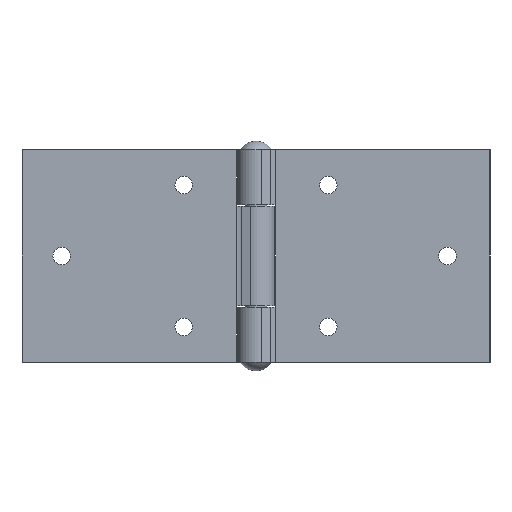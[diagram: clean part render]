
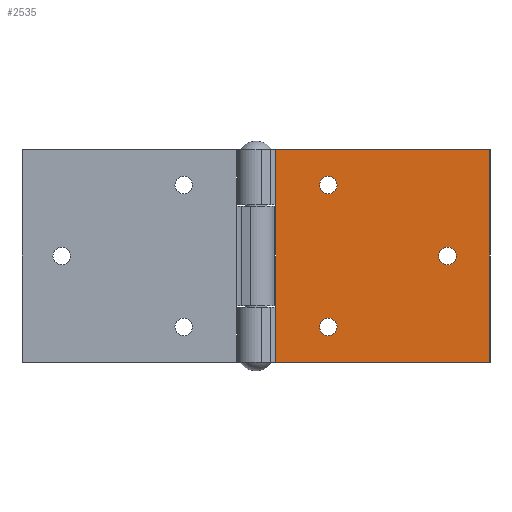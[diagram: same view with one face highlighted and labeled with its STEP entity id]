
A CAD part, front view. The second image highlights one B-rep face of the part: STEP entity #2535.
In plain terms, the highlighted planar face has unit normal (0, -1, 0).
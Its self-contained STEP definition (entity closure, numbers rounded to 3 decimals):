
#37 = EDGE_CURVE ( 'NONE', #1358, #773, #50, .T. ) ;
#50 = LINE ( 'NONE', #1005, #2079 ) ;
#98 = CARTESIAN_POINT ( 'NONE',  ( -7., -5., 18. ) ) ;
#114 = DIRECTION ( 'NONE',  ( -1., 0., 0. ) ) ;
#154 = AXIS2_PLACEMENT_3D ( 'NONE', #1588, #2199, #1974 ) ;
#196 = VERTEX_POINT ( 'NONE', #98 ) ;
#209 = CARTESIAN_POINT ( 'NONE',  ( -82.5, -5., -37.5 ) ) ;
#224 = LINE ( 'NONE', #2182, #2326 ) ;
#326 = ORIENTED_EDGE ( 'NONE', *, *, #37, .T. ) ;
#342 = DIRECTION ( 'NONE',  ( -1., 0., 0. ) ) ;
#364 = CARTESIAN_POINT ( 'NONE',  ( -25.5, -5., -21.9 ) ) ;
#371 = CARTESIAN_POINT ( 'NONE',  ( -67.5, -5., 0. ) ) ;
#442 = DIRECTION ( 'NONE',  ( 0., 0., -1. ) ) ;
#483 = LINE ( 'NONE', #859, #2606 ) ;
#510 = VECTOR ( 'NONE', #2051, 1000. ) ;
#531 = EDGE_CURVE ( 'NONE', #2334, #711, #1392, .T. ) ;
#535 = FACE_BOUND ( 'NONE', #1134, .T. ) ;
#559 = VERTEX_POINT ( 'NONE', #364 ) ;
#575 = ORIENTED_EDGE ( 'NONE', *, *, #1047, .F. ) ;
#592 = CARTESIAN_POINT ( 'NONE',  ( -67.5, -5., 0. ) ) ;
#610 = EDGE_LOOP ( 'NONE', ( #935, #1079 ) ) ;
#644 = ORIENTED_EDGE ( 'NONE', *, *, #2275, .F. ) ;
#681 = EDGE_CURVE ( 'NONE', #1170, #2508, #1626, .T. ) ;
#711 = VERTEX_POINT ( 'NONE', #2461 ) ;
#743 = CARTESIAN_POINT ( 'NONE',  ( -25.5, -5., 25. ) ) ;
#759 = CIRCLE ( 'NONE', #154, 3.1 ) ;
#765 = DIRECTION ( 'NONE',  ( 0., -1., 0. ) ) ;
#773 = VERTEX_POINT ( 'NONE', #209 ) ;
#810 = VERTEX_POINT ( 'NONE', #1037 ) ;
#823 = ORIENTED_EDGE ( 'NONE', *, *, #1558, .F. ) ;
#844 = AXIS2_PLACEMENT_3D ( 'NONE', #2100, #1873, #2313 ) ;
#859 = CARTESIAN_POINT ( 'NONE',  ( -7., -5., 37.5 ) ) ;
#935 = ORIENTED_EDGE ( 'NONE', *, *, #681, .F. ) ;
#1002 = DIRECTION ( 'NONE',  ( 0., -1., 0. ) ) ;
#1005 = CARTESIAN_POINT ( 'NONE',  ( -82.5, -5., 37.5 ) ) ;
#1013 = AXIS2_PLACEMENT_3D ( 'NONE', #743, #1745, #1563 ) ;
#1037 = CARTESIAN_POINT ( 'NONE',  ( -25.5, -5., -28.1 ) ) ;
#1041 = CARTESIAN_POINT ( 'NONE',  ( -7., -5., -37.5 ) ) ;
#1047 = EDGE_CURVE ( 'NONE', #1133, #2290, #2340, .T. ) ;
#1056 = CARTESIAN_POINT ( 'NONE',  ( -67.5, -5., -3.1 ) ) ;
#1079 = ORIENTED_EDGE ( 'NONE', *, *, #1322, .F. ) ;
#1103 = AXIS2_PLACEMENT_3D ( 'NONE', #2351, #1339, #114 ) ;
#1107 = CARTESIAN_POINT ( 'NONE',  ( -7., -5., 37.5 ) ) ;
#1133 = VERTEX_POINT ( 'NONE', #1529 ) ;
#1134 = EDGE_LOOP ( 'NONE', ( #2122, #2001 ) ) ;
#1144 = FACE_BOUND ( 'NONE', #610, .T. ) ;
#1154 = CARTESIAN_POINT ( 'NONE',  ( -7., -5., 37.5 ) ) ;
#1170 = VERTEX_POINT ( 'NONE', #2575 ) ;
#1182 = CARTESIAN_POINT ( 'NONE',  ( -7., -5., -37.5 ) ) ;
#1186 = LINE ( 'NONE', #2119, #2507 ) ;
#1227 = CIRCLE ( 'NONE', #1472, 3.1 ) ;
#1297 = PLANE ( 'NONE',  #844 ) ;
#1312 = DIRECTION ( 'NONE',  ( 0., 0., -1. ) ) ;
#1322 = EDGE_CURVE ( 'NONE', #2508, #1170, #1227, .T. ) ;
#1339 = DIRECTION ( 'NONE',  ( 0., -1., 0. ) ) ;
#1358 = VERTEX_POINT ( 'NONE', #1784 ) ;
#1380 = AXIS2_PLACEMENT_3D ( 'NONE', #371, #765, #1956 ) ;
#1392 = CIRCLE ( 'NONE', #1103, 3.1 ) ;
#1409 = CIRCLE ( 'NONE', #1965, 3.1 ) ;
#1435 = FACE_BOUND ( 'NONE', #1690, .T. ) ;
#1472 = AXIS2_PLACEMENT_3D ( 'NONE', #592, #1002, #342 ) ;
#1497 = CARTESIAN_POINT ( 'NONE',  ( -25.5, -5., -25. ) ) ;
#1529 = CARTESIAN_POINT ( 'NONE',  ( -7., -5., -18. ) ) ;
#1558 = EDGE_CURVE ( 'NONE', #196, #1133, #483, .T. ) ;
#1563 = DIRECTION ( 'NONE',  ( -1., 0., 0. ) ) ;
#1588 = CARTESIAN_POINT ( 'NONE',  ( -25.5, -5., -25. ) ) ;
#1596 = ORIENTED_EDGE ( 'NONE', *, *, #1706, .F. ) ;
#1626 = CIRCLE ( 'NONE', #1380, 3.1 ) ;
#1690 = EDGE_LOOP ( 'NONE', ( #1737, #1830 ) ) ;
#1706 = EDGE_CURVE ( 'NONE', #1358, #1876, #1186, .T. ) ;
#1737 = ORIENTED_EDGE ( 'NONE', *, *, #2110, .F. ) ;
#1745 = DIRECTION ( 'NONE',  ( 0., -1., 0. ) ) ;
#1780 = EDGE_CURVE ( 'NONE', #711, #2334, #2260, .T. ) ;
#1782 = DIRECTION ( 'NONE',  ( 0., 0., -1. ) ) ;
#1784 = CARTESIAN_POINT ( 'NONE',  ( -82.5, -5., 37.5 ) ) ;
#1794 = ORIENTED_EDGE ( 'NONE', *, *, #1996, .T. ) ;
#1830 = ORIENTED_EDGE ( 'NONE', *, *, #2266, .F. ) ;
#1873 = DIRECTION ( 'NONE',  ( 0., 1., 0. ) ) ;
#1876 = VERTEX_POINT ( 'NONE', #1154 ) ;
#1899 = LINE ( 'NONE', #1041, #510 ) ;
#1956 = DIRECTION ( 'NONE',  ( -1., 0., 0. ) ) ;
#1965 = AXIS2_PLACEMENT_3D ( 'NONE', #1497, #2283, #2319 ) ;
#1974 = DIRECTION ( 'NONE',  ( -1., 0., 0. ) ) ;
#1996 = EDGE_CURVE ( 'NONE', #773, #2290, #1899, .T. ) ;
#2001 = ORIENTED_EDGE ( 'NONE', *, *, #531, .F. ) ;
#2006 = DIRECTION ( 'NONE',  ( 0., 0., -1. ) ) ;
#2025 = EDGE_LOOP ( 'NONE', ( #1794, #575, #823, #644, #1596, #326 ) ) ;
#2051 = DIRECTION ( 'NONE',  ( 1., 0., 0. ) ) ;
#2079 = VECTOR ( 'NONE', #2006, 1000. ) ;
#2100 = CARTESIAN_POINT ( 'NONE',  ( -7., -5., 37.5 ) ) ;
#2110 = EDGE_CURVE ( 'NONE', #559, #810, #1409, .T. ) ;
#2119 = CARTESIAN_POINT ( 'NONE',  ( -7., -5., 37.5 ) ) ;
#2122 = ORIENTED_EDGE ( 'NONE', *, *, #1780, .F. ) ;
#2182 = CARTESIAN_POINT ( 'NONE',  ( -7., -5., 37.5 ) ) ;
#2199 = DIRECTION ( 'NONE',  ( 0., -1., 0. ) ) ;
#2224 = CARTESIAN_POINT ( 'NONE',  ( -25.5, -5., 21.9 ) ) ;
#2260 = CIRCLE ( 'NONE', #1013, 3.1 ) ;
#2266 = EDGE_CURVE ( 'NONE', #810, #559, #759, .T. ) ;
#2275 = EDGE_CURVE ( 'NONE', #1876, #196, #224, .T. ) ;
#2283 = DIRECTION ( 'NONE',  ( 0., -1., 0. ) ) ;
#2290 = VERTEX_POINT ( 'NONE', #1182 ) ;
#2313 = DIRECTION ( 'NONE',  ( -1., 0., 0. ) ) ;
#2319 = DIRECTION ( 'NONE',  ( -1., 0., 0. ) ) ;
#2326 = VECTOR ( 'NONE', #1782, 1000. ) ;
#2334 = VERTEX_POINT ( 'NONE', #2224 ) ;
#2340 = LINE ( 'NONE', #1107, #2476 ) ;
#2351 = CARTESIAN_POINT ( 'NONE',  ( -25.5, -5., 25. ) ) ;
#2360 = FACE_OUTER_BOUND ( 'NONE', #2025, .T. ) ;
#2461 = CARTESIAN_POINT ( 'NONE',  ( -25.5, -5., 28.1 ) ) ;
#2476 = VECTOR ( 'NONE', #1312, 1000. ) ;
#2507 = VECTOR ( 'NONE', #2545, 1000. ) ;
#2508 = VERTEX_POINT ( 'NONE', #1056 ) ;
#2535 = ADVANCED_FACE ( 'NONE', ( #535, #2360, #1144, #1435 ), #1297, .F. ) ;
#2545 = DIRECTION ( 'NONE',  ( 1., 0., 0. ) ) ;
#2575 = CARTESIAN_POINT ( 'NONE',  ( -67.5, -5., 3.1 ) ) ;
#2606 = VECTOR ( 'NONE', #442, 1000. ) ;
